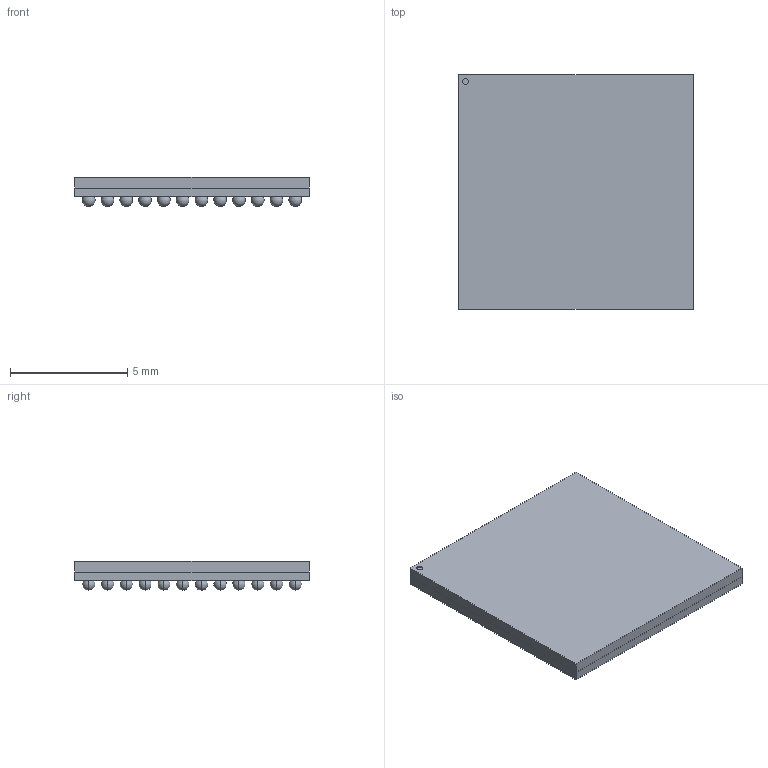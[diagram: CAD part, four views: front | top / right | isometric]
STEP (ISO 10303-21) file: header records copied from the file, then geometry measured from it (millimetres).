
FILE_DESCRIPTION(('STEP AP214'),'1');
FILE_NAME('BGA10x10_144L_3D.step','2023-10-30T07:26:18',(' '),('ANSOFT Corporation'),'Spatial InterOp 3D',' ',' ');
FILE_SCHEMA(('AUTOMOTIVE_DESIGN { 1 0 10303 214 1 1 1 1 }'));
Length unit declared in the file: millimetre
Products named in the file (1): Sphere1
Bounding box: 10 x 10 x 1.24 mm (x, y, z)
Volume: 93.1 mm3; surface area: 557.5 mm2
Topology: 146 solids, 146 shells, 447 faces, 1038 edges, 596 vertices
Faces by surface type: sphere 288, plane 157, cylinder 2
Entity records: 16672 total; most frequent: DIRECTION 2660, CARTESIAN_POINT 1939, ORIENTED_EDGE 1500, AXIS2_PLACEMENT_3D 1317, EDGE_CURVE 750, CIRCLE 724, VERTEX_POINT 596, STYLED_ITEM 593
